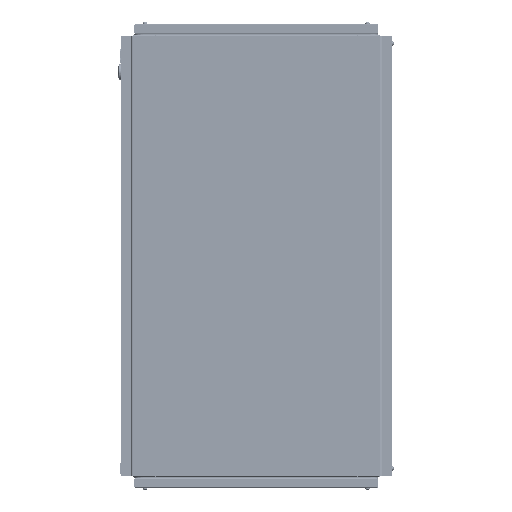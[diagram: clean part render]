
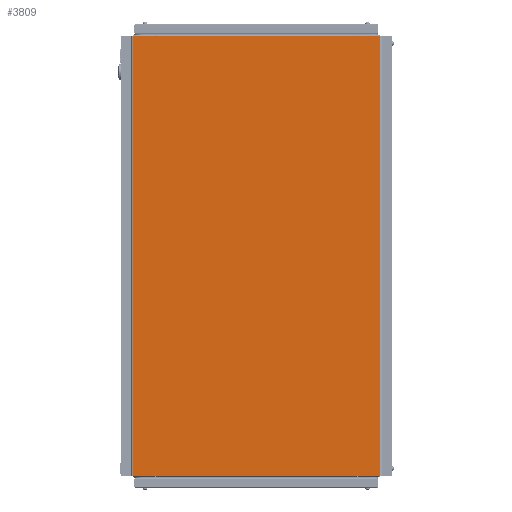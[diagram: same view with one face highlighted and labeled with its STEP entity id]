
A CAD part, front view. The second image highlights one B-rep face of the part: STEP entity #3809.
In plain terms, the highlighted planar face has unit normal (0, -1, 0).
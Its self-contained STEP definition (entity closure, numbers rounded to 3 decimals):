
#1690 = VERTEX_POINT ( 'NONE', #47713 ) ;
#2892 = DIRECTION ( 'NONE',  ( 1., 0., 0. ) ) ;
#3004 = CARTESIAN_POINT ( 'NONE',  ( 469.2, -20., 799. ) ) ;
#3809 = ADVANCED_FACE ( 'NONE', ( #53573 ), #15972, .F. ) ;
#8049 = VERTEX_POINT ( 'NONE', #45349 ) ;
#10723 = DIRECTION ( 'NONE',  ( 0., 0., -1. ) ) ;
#12095 = CARTESIAN_POINT ( 'NONE',  ( 19.8, -20., 799. ) ) ;
#12480 = VECTOR ( 'NONE', #28186, 1000. ) ;
#12574 = EDGE_CURVE ( 'NONE', #8049, #1690, #45075, .T. ) ;
#14099 = AXIS2_PLACEMENT_3D ( 'NONE', #32863, #45120, #32582 ) ;
#15718 = EDGE_LOOP ( 'NONE', ( #32372, #30725, #41891, #28523 ) ) ;
#15972 = PLANE ( 'NONE',  #14099 ) ;
#16633 = LINE ( 'NONE', #3004, #37463 ) ;
#19663 = DIRECTION ( 'NONE',  ( 0., 0., -1. ) ) ;
#28186 = DIRECTION ( 'NONE',  ( 1., 0., 0. ) ) ;
#28523 = ORIENTED_EDGE ( 'NONE', *, *, #50464, .T. ) ;
#30200 = VECTOR ( 'NONE', #10723, 1000. ) ;
#30725 = ORIENTED_EDGE ( 'NONE', *, *, #45011, .F. ) ;
#31878 = VECTOR ( 'NONE', #2892, 1000. ) ;
#32052 = LINE ( 'NONE', #44040, #31878 ) ;
#32372 = ORIENTED_EDGE ( 'NONE', *, *, #34489, .T. ) ;
#32582 = DIRECTION ( 'NONE',  ( -1., 0., 0. ) ) ;
#32863 = CARTESIAN_POINT ( 'NONE',  ( 19.8, -20., 799. ) ) ;
#34489 = EDGE_CURVE ( 'NONE', #51248, #39836, #32052, .T. ) ;
#34971 = CARTESIAN_POINT ( 'NONE',  ( 20.8, -20., 799. ) ) ;
#37463 = VECTOR ( 'NONE', #19663, 1000. ) ;
#39321 = LINE ( 'NONE', #34971, #30200 ) ;
#39836 = VERTEX_POINT ( 'NONE', #43479 ) ;
#41891 = ORIENTED_EDGE ( 'NONE', *, *, #12574, .F. ) ;
#43479 = CARTESIAN_POINT ( 'NONE',  ( 469.2, -20., 0. ) ) ;
#43907 = CARTESIAN_POINT ( 'NONE',  ( 20.8, -20., 0. ) ) ;
#44040 = CARTESIAN_POINT ( 'NONE',  ( 19.8, -20., 0. ) ) ;
#45011 = EDGE_CURVE ( 'NONE', #1690, #39836, #16633, .T. ) ;
#45075 = LINE ( 'NONE', #12095, #12480 ) ;
#45120 = DIRECTION ( 'NONE',  ( 0., 1., 0. ) ) ;
#45349 = CARTESIAN_POINT ( 'NONE',  ( 20.8, -20., 799. ) ) ;
#47713 = CARTESIAN_POINT ( 'NONE',  ( 469.2, -20., 799. ) ) ;
#50464 = EDGE_CURVE ( 'NONE', #8049, #51248, #39321, .T. ) ;
#51248 = VERTEX_POINT ( 'NONE', #43907 ) ;
#53573 = FACE_OUTER_BOUND ( 'NONE', #15718, .T. ) ;
